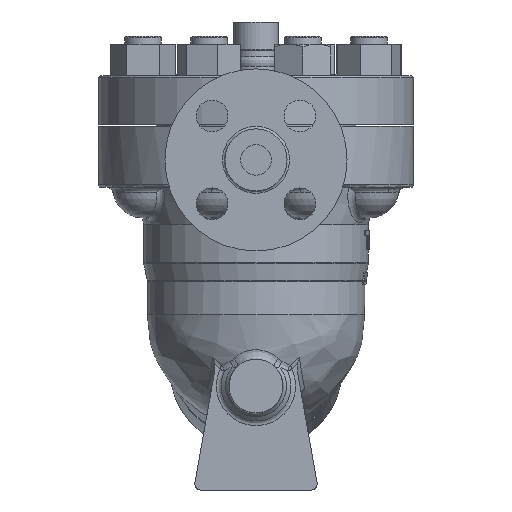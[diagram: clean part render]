
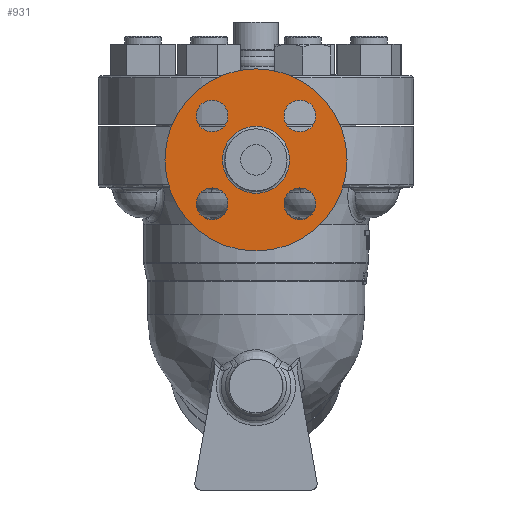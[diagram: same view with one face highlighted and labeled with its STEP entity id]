
A CAD part, left-side view. The second image highlights one B-rep face of the part: STEP entity #931.
In plain terms, the highlighted free-form (B-spline) face has degree [1, 1] with [2, 2] control points.
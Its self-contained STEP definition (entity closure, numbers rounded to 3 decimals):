
#598=CARTESIAN_POINT('',(-264.6,0.0,97.));
#599=VERTEX_POINT('',#598);
#600=CARTESIAN_POINT('',(-264.6,0.0,22.5));
#601=DIRECTION('',(-1.0,0.0,0.0));
#602=DIRECTION('',(0.0,0.0,1.0));
#603=AXIS2_PLACEMENT_3D('',#600,#601,#602);
#604=CIRCLE('',#603,74.5);
#605=EDGE_CURVE('',#599,#599,#604,.T.);
#812=CARTESIAN_POINT('',(-264.6,0.,49.9));
#813=VERTEX_POINT('',#812);
#814=CARTESIAN_POINT('',(-264.6,0.0,22.5));
#815=DIRECTION('',(-1.0,0.0,0.0));
#816=DIRECTION('',(0.0,0.0,-1.0));
#817=AXIS2_PLACEMENT_3D('',#814,#815,#816);
#818=CIRCLE('',#817,27.4);
#819=EDGE_CURVE('',#813,#813,#818,.T.);
#876=CARTESIAN_POINT('',(-264.6,74.5,97.));
#877=CARTESIAN_POINT('',(-264.6,74.5,-52.));
#878=CARTESIAN_POINT('',(-264.6,-74.5,97.));
#879=CARTESIAN_POINT('',(-264.6,-74.5,-52.));
#880=B_SPLINE_SURFACE_WITH_KNOTS('',1,1,((#876,#878),(#877,#879)),.UNSPECIFIED.,.F.,.F.,.U.,(2,2),(2,2),(0.0,149.0),(0.0,149.0),.UNSPECIFIED.);
#881=ORIENTED_EDGE('',*,*,#605,.T.);
#882=EDGE_LOOP('',(#881));
#883=FACE_OUTER_BOUND('',#882,.T.);
#884=CARTESIAN_POINT('',(-264.6,35.921,45.421));
#885=VERTEX_POINT('',#884);
#886=CARTESIAN_POINT('',(-264.6,35.921,58.421));
#887=DIRECTION('',(1.0,0.0,0.0));
#888=DIRECTION('',(0.0,0.0,-1.0));
#889=AXIS2_PLACEMENT_3D('',#886,#887,#888);
#890=CIRCLE('',#889,13.0);
#891=EDGE_CURVE('',#885,#885,#890,.T.);
#892=ORIENTED_EDGE('',*,*,#891,.T.);
#893=EDGE_LOOP('',(#892));
#894=FACE_BOUND('',#893,.T.);
#895=CARTESIAN_POINT('',(-264.6,22.921,-13.421));
#896=VERTEX_POINT('',#895);
#897=CARTESIAN_POINT('',(-264.6,35.921,-13.421));
#898=DIRECTION('',(1.0,0.0,0.0));
#899=DIRECTION('',(0.0,-1.0,0.0));
#900=AXIS2_PLACEMENT_3D('',#897,#898,#899);
#901=CIRCLE('',#900,13.0);
#902=EDGE_CURVE('',#896,#896,#901,.T.);
#903=ORIENTED_EDGE('',*,*,#902,.T.);
#904=EDGE_LOOP('',(#903));
#905=FACE_BOUND('',#904,.T.);
#906=CARTESIAN_POINT('',(-264.6,-35.921,-0.421));
#907=VERTEX_POINT('',#906);
#908=CARTESIAN_POINT('',(-264.6,-35.921,-13.421));
#909=DIRECTION('',(1.0,0.0,0.0));
#910=DIRECTION('',(0.0,0.0,1.0));
#911=AXIS2_PLACEMENT_3D('',#908,#909,#910);
#912=CIRCLE('',#911,13.0);
#913=EDGE_CURVE('',#907,#907,#912,.T.);
#914=ORIENTED_EDGE('',*,*,#913,.T.);
#915=EDGE_LOOP('',(#914));
#916=FACE_BOUND('',#915,.T.);
#917=CARTESIAN_POINT('',(-264.6,-22.921,58.421));
#918=VERTEX_POINT('',#917);
#919=CARTESIAN_POINT('',(-264.6,-35.921,58.421));
#920=DIRECTION('',(1.0,0.0,0.0));
#921=DIRECTION('',(0.0,1.0,0.0));
#922=AXIS2_PLACEMENT_3D('',#919,#920,#921);
#923=CIRCLE('',#922,13.0);
#924=EDGE_CURVE('',#918,#918,#923,.T.);
#925=ORIENTED_EDGE('',*,*,#924,.T.);
#926=EDGE_LOOP('',(#925));
#927=FACE_BOUND('',#926,.T.);
#928=ORIENTED_EDGE('',*,*,#819,.F.);
#929=EDGE_LOOP('',(#928));
#930=FACE_BOUND('',#929,.T.);
#931=ADVANCED_FACE('',(#883,#894,#905,#916,#927,#930),#880,.T.);
